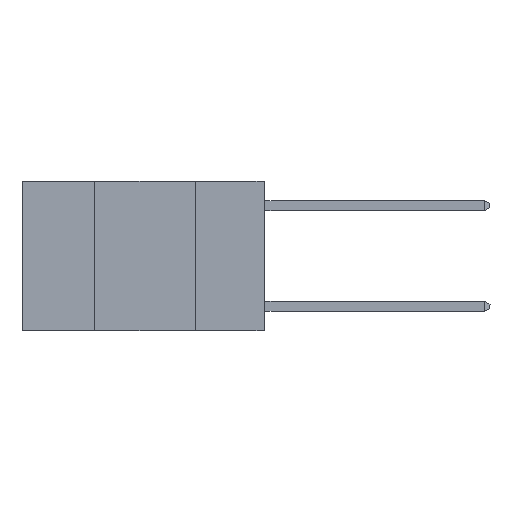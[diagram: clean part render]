
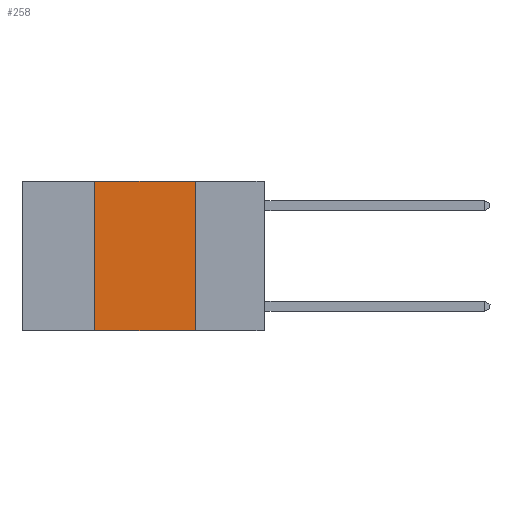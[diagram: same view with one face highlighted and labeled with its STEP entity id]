
A CAD part, left-side view. The second image highlights one B-rep face of the part: STEP entity #258.
In plain terms, the highlighted planar face has unit normal (-1, 0, 0).
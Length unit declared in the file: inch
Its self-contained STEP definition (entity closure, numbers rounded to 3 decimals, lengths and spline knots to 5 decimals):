
#258 = ADVANCED_FACE ( 'NONE', ( #2568 ), #6191, .F. ) ;
#328 = VERTEX_POINT ( 'NONE', #2529 ) ;
#462 = CARTESIAN_POINT ( 'NONE',  ( 0., 0.42, 0. ) ) ;
#1460 = CARTESIAN_POINT ( 'NONE',  ( 0., 0.42, -0.37 ) ) ;
#1647 = ORIENTED_EDGE ( 'NONE', *, *, #7544, .F. ) ;
#1721 = EDGE_LOOP ( 'NONE', ( #1647, #5571, #3426, #7798 ) ) ;
#1744 = CARTESIAN_POINT ( 'NONE',  ( 0., 0.6, 0. ) ) ;
#2202 = VECTOR ( 'NONE', #9306, 39.37008 ) ;
#2218 = VERTEX_POINT ( 'NONE', #1460 ) ;
#2529 = CARTESIAN_POINT ( 'NONE',  ( 0., 0.17, 0. ) ) ;
#2568 = FACE_OUTER_BOUND ( 'NONE', #1721, .T. ) ;
#2928 = VERTEX_POINT ( 'NONE', #8608 ) ;
#3426 = ORIENTED_EDGE ( 'NONE', *, *, #7556, .F. ) ;
#3643 = EDGE_CURVE ( 'NONE', #2928, #328, #6334, .T. ) ;
#3679 = VERTEX_POINT ( 'NONE', #4472 ) ;
#3977 = CARTESIAN_POINT ( 'NONE',  ( 0., 0.17, 0. ) ) ;
#4293 = VECTOR ( 'NONE', #5163, 39.37008 ) ;
#4379 = CARTESIAN_POINT ( 'NONE',  ( 0., 0.6, 0. ) ) ;
#4472 = CARTESIAN_POINT ( 'NONE',  ( 0., 0.17, -0.37 ) ) ;
#4481 = LINE ( 'NONE', #462, #2202 ) ;
#5163 = DIRECTION ( 'NONE',  ( 0., -1., 0. ) ) ;
#5571 = ORIENTED_EDGE ( 'NONE', *, *, #3643, .F. ) ;
#6049 = DIRECTION ( 'NONE',  ( 0., 0., -1. ) ) ;
#6191 = PLANE ( 'NONE',  #7257 ) ;
#6279 = VECTOR ( 'NONE', #7120, 39.37008 ) ;
#6334 = LINE ( 'NONE', #1744, #4293 ) ;
#6375 = CARTESIAN_POINT ( 'NONE',  ( 0., 0.6, -0.37 ) ) ;
#7061 = DIRECTION ( 'NONE',  ( 1., 0., 0. ) ) ;
#7120 = DIRECTION ( 'NONE',  ( 0., -1., 0. ) ) ;
#7257 = AXIS2_PLACEMENT_3D ( 'NONE', #4379, #7061, #6049 ) ;
#7544 = EDGE_CURVE ( 'NONE', #328, #3679, #8948, .T. ) ;
#7556 = EDGE_CURVE ( 'NONE', #2218, #2928, #4481, .T. ) ;
#7570 = EDGE_CURVE ( 'NONE', #2218, #3679, #10159, .T. ) ;
#7798 = ORIENTED_EDGE ( 'NONE', *, *, #7570, .T. ) ;
#8483 = VECTOR ( 'NONE', #8544, 39.37008 ) ;
#8544 = DIRECTION ( 'NONE',  ( 0., 0., -1. ) ) ;
#8608 = CARTESIAN_POINT ( 'NONE',  ( 0., 0.42, 0. ) ) ;
#8948 = LINE ( 'NONE', #3977, #8483 ) ;
#9306 = DIRECTION ( 'NONE',  ( 0., 0., 1. ) ) ;
#10159 = LINE ( 'NONE', #6375, #6279 ) ;
